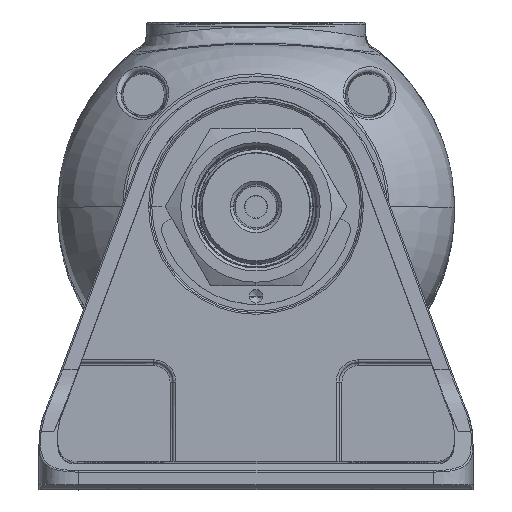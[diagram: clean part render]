
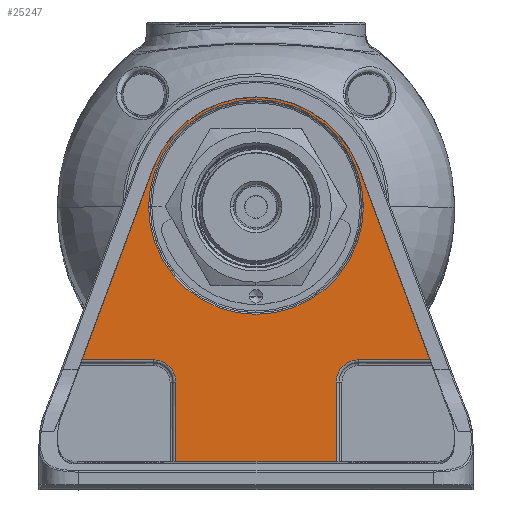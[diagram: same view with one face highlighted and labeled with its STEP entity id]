
A CAD part, top view. The second image highlights one B-rep face of the part: STEP entity #25247.
In plain terms, the highlighted planar face has unit normal (0, 0, 1).
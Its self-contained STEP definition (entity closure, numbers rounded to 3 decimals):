
#22642=CARTESIAN_POINT('',(26.282,-23.134,
2.));
#22688=DIRECTION('',(1.,0.,0.));
#22689=VECTOR('',#22688,10.782);
#22690=CARTESIAN_POINT('',(15.5,-23.134,
2.));
#22691=LINE('',#22690,#22689);
#22710=DIRECTION('',(0.,1.,0.));
#22711=VECTOR('',#22710,12.);
#22712=CARTESIAN_POINT('',(12.134,-38.5,2.));
#22713=LINE('',#22712,#22711);
#22819=CARTESIAN_POINT('',(-12.134,-38.5,2.));
#22821=DIRECTION('',(1.,0.,0.));
#22822=VECTOR('',#22821,24.268);
#22823=CARTESIAN_POINT('',(-12.134,-38.5,2.));
#22824=LINE('',#22823,#22822);
#22825=CARTESIAN_POINT('',(12.134,-38.5,2.));
#22847=DIRECTION('',(0.,-1.,0.));
#22848=VECTOR('',#22847,12.);
#22849=CARTESIAN_POINT('',(-12.134,-26.5,
2.));
#22850=LINE('',#22849,#22848);
#22959=CARTESIAN_POINT('',(15.499,-26.499,
2.));
#22960=DIRECTION('',(0.,0.,1.));
#22961=DIRECTION('',(0.,1.,0.));
#22962=AXIS2_PLACEMENT_3D('',#22959,#22960,#22961);
#22964=CARTESIAN_POINT('',(-15.499,-26.499,
2.));
#22965=DIRECTION('',(0.,0.,1.));
#22966=DIRECTION('',(1.,0.,0.));
#22967=AXIS2_PLACEMENT_3D('',#22964,#22965,#22966);
#22969=DIRECTION('',(0.348,0.938,0.));
#22970=VECTOR('',#22969,30.828);
#22971=CARTESIAN_POINT('',(-26.282,-23.134,
2.));
#22972=LINE('',#22971,#22970);
#22973=CARTESIAN_POINT('',(0.,0.,2.));
#22974=DIRECTION('',(0.,0.,-1.));
#22975=DIRECTION('',(-0.938,0.348,0.));
#22976=AXIS2_PLACEMENT_3D('',#22973,#22974,#22975);
#22978=DIRECTION('',(0.348,-0.938,0.));
#22979=VECTOR('',#22978,30.828);
#22980=CARTESIAN_POINT('',(15.565,5.771,2.));
#22981=LINE('',#22980,#22979);
#22982=CARTESIAN_POINT('',(0.,0.,2.));
#22983=DIRECTION('',(0.,0.,1.));
#22984=DIRECTION('',(1.,0.,0.));
#22985=AXIS2_PLACEMENT_3D('',#22982,#22983,#22984);
#22987=CARTESIAN_POINT('',(0.,0.,2.));
#22988=DIRECTION('',(0.,0.,1.));
#22989=DIRECTION('',(-1.,0.,0.));
#22990=AXIS2_PLACEMENT_3D('',#22987,#22988,#22989);
#22992=DIRECTION('',(1.,0.,0.));
#22993=VECTOR('',#22992,10.782);
#22994=CARTESIAN_POINT('',(-26.282,-23.134,
2.));
#22995=LINE('',#22994,#22993);
#23756=VERTEX_POINT('',#22642);
#23757=CARTESIAN_POINT('',(15.565,5.771,2.));
#23758=VERTEX_POINT('',#23757);
#23765=CARTESIAN_POINT('',(15.5,-23.134,2.));
#23766=VERTEX_POINT('',#23765);
#23768=CARTESIAN_POINT('',(12.134,-26.5,
2.));
#23770=VERTEX_POINT('',#23768);
#23773=VERTEX_POINT('',#22825);
#23784=VERTEX_POINT('',#22819);
#23823=CARTESIAN_POINT('',(-12.134,-26.5,2.));
#23824=VERTEX_POINT('',#23823);
#23827=CARTESIAN_POINT('',(-15.5,-23.134,
2.));
#23828=VERTEX_POINT('',#23827);
#23837=CARTESIAN_POINT('',(-26.282,-23.134,
2.));
#23838=CARTESIAN_POINT('',(-15.565,5.771,
2.));
#23839=VERTEX_POINT('',#23837);
#23840=VERTEX_POINT('',#23838);
#23842=CARTESIAN_POINT('',(16.25,0.,2.));
#23843=CARTESIAN_POINT('',(-16.25,0.,2.));
#23844=VERTEX_POINT('',#23842);
#23845=VERTEX_POINT('',#23843);
#25222=CARTESIAN_POINT('',(0.,0.,2.));
#25223=DIRECTION('',(0.,0.,1.));
#25224=DIRECTION('',(1.,0.,0.));
#25225=AXIS2_PLACEMENT_3D('',#25222,#25223,#25224);
#25226=PLANE('',#25225);
#25227=ORIENTED_EDGE('',*,*,#24878,.T.);
#25228=ORIENTED_EDGE('',*,*,#24896,.F.);
#25229=ORIENTED_EDGE('',*,*,#25005,.F.);
#25230=ORIENTED_EDGE('',*,*,#25097,.F.);
#25231=ORIENTED_EDGE('',*,*,#25114,.T.);
#25233=ORIENTED_EDGE('',*,*,#25232,.F.);
#25234=ORIENTED_EDGE('',*,*,#25206,.T.);
#25236=ORIENTED_EDGE('',*,*,#25235,.T.);
#25237=ORIENTED_EDGE('',*,*,#24828,.T.);
#25238=ORIENTED_EDGE('',*,*,#24864,.F.);
#25239=EDGE_LOOP('',(#25227,#25228,#25229,#25230,#25231,#25233,#25234,#25236,
#25237,#25238));
#25240=FACE_OUTER_BOUND('',#25239,.F.);
#25242=ORIENTED_EDGE('',*,*,#25241,.T.);
#25244=ORIENTED_EDGE('',*,*,#25243,.T.);
#25245=EDGE_LOOP('',(#25242,#25244));
#25246=FACE_BOUND('',#25245,.F.);
#25247=ADVANCED_FACE('',(#25240,#25246),#25226,.T.);
#22963=CIRCLE('',#22962,3.365);
#22968=CIRCLE('',#22967,3.365);
#22977=CIRCLE('',#22976,16.6);
#22986=CIRCLE('',#22985,16.25);
#22991=CIRCLE('',#22990,16.25);
#24828=EDGE_CURVE('',#23758,#23756,#22981,.T.);
#24864=EDGE_CURVE('',#23766,#23756,#22691,.T.);
#24878=EDGE_CURVE('',#23766,#23770,#22963,.T.);
#24896=EDGE_CURVE('',#23773,#23770,#22713,.T.);
#25005=EDGE_CURVE('',#23784,#23773,#22824,.T.);
#25097=EDGE_CURVE('',#23824,#23784,#22850,.T.);
#25114=EDGE_CURVE('',#23824,#23828,#22968,.T.);
#25206=EDGE_CURVE('',#23839,#23840,#22972,.T.);
#25232=EDGE_CURVE('',#23839,#23828,#22995,.T.);
#25235=EDGE_CURVE('',#23840,#23758,#22977,.T.);
#25241=EDGE_CURVE('',#23844,#23845,#22986,.T.);
#25243=EDGE_CURVE('',#23845,#23844,#22991,.T.);
